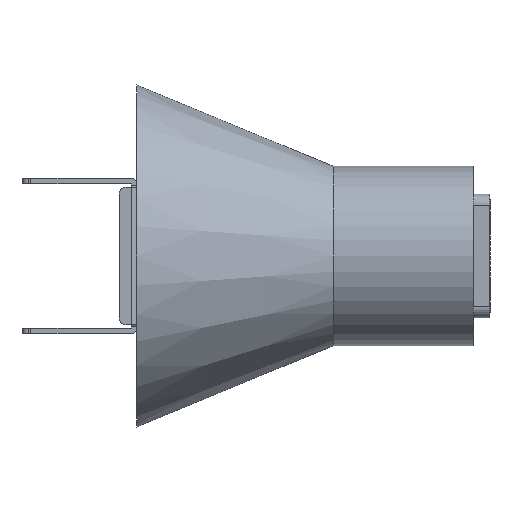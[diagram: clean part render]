
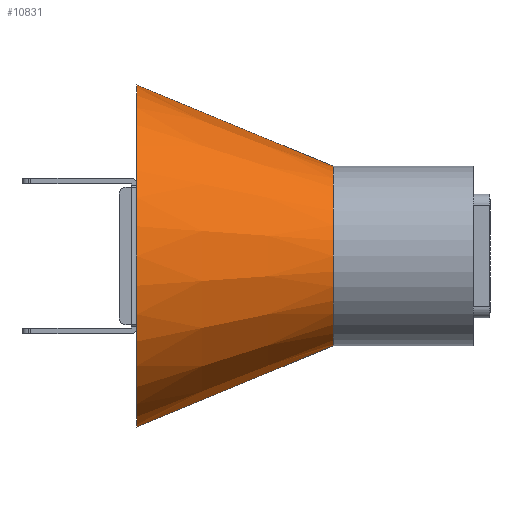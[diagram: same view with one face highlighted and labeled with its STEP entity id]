
A CAD part, left-side view. The second image highlights one B-rep face of the part: STEP entity #10831.
In plain terms, the highlighted conical face has half-angle 22.5 degrees and reference radius 48.422 mm.
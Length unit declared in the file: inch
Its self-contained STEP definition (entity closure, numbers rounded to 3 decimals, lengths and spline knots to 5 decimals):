
#641 = VECTOR ( 'NONE', #6997, 39.37008 ) ;
#1547 = ORIENTED_EDGE ( 'NONE', *, *, #3971, .F. ) ;
#1711 = DIRECTION ( 'NONE',  ( 0., 0., 1. ) ) ;
#1967 = DIRECTION ( 'NONE',  ( 0., 0.924, -0.383 ) ) ;
#2004 = CARTESIAN_POINT ( 'NONE',  ( 0., 3.75, 0. ) ) ;
#2683 = VERTEX_POINT ( 'NONE', #4932 ) ;
#2701 = VECTOR ( 'NONE', #1967, 39.37008 ) ;
#2765 = ORIENTED_EDGE ( 'NONE', *, *, #11379, .T. ) ;
#3169 = LINE ( 'NONE', #6949, #2701 ) ;
#3692 = ORIENTED_EDGE ( 'NONE', *, *, #11200, .T. ) ;
#3941 = DIRECTION ( 'NONE',  ( 0., 0., 1. ) ) ;
#3971 = EDGE_CURVE ( 'NONE', #4711, #2683, #3169, .T. ) ;
#4065 = DIRECTION ( 'NONE',  ( 0., 0., 1. ) ) ;
#4711 = VERTEX_POINT ( 'NONE', #12826 ) ;
#4932 = CARTESIAN_POINT ( 'NONE',  ( 0., 3.75, -1.90638 ) ) ;
#6255 = VERTEX_POINT ( 'NONE', #7375 ) ;
#6949 = CARTESIAN_POINT ( 'NONE',  ( 0., 3.75, -1.90638 ) ) ;
#6997 = DIRECTION ( 'NONE',  ( 0., 0.924, 0.383 ) ) ;
#7375 = CARTESIAN_POINT ( 'NONE',  ( 0., 3.75, 1.90638 ) ) ;
#7697 = CARTESIAN_POINT ( 'NONE',  ( 0., 1.56182, 0. ) ) ;
#7837 = FACE_OUTER_BOUND ( 'NONE', #12044, .T. ) ;
#8778 = LINE ( 'NONE', #11922, #641 ) ;
#8789 = CONICAL_SURFACE ( 'NONE', #12559, 1.90638, 0.393 ) ;
#8887 = ORIENTED_EDGE ( 'NONE', *, *, #12900, .F. ) ;
#9233 = CIRCLE ( 'NONE', #9924, 1.90638 ) ;
#9584 = CIRCLE ( 'NONE', #10999, 1. ) ;
#9924 = AXIS2_PLACEMENT_3D ( 'NONE', #10000, #12883, #3941 ) ;
#10000 = CARTESIAN_POINT ( 'NONE',  ( 0., 3.75, 0. ) ) ;
#10702 = DIRECTION ( 'NONE',  ( 0., 1., 0. ) ) ;
#10831 = ADVANCED_FACE ( 'NONE', ( #7837 ), #8789, .T. ) ;
#10999 = AXIS2_PLACEMENT_3D ( 'NONE', #7697, #10702, #1711 ) ;
#11200 = EDGE_CURVE ( 'NONE', #4711, #12354, #9584, .T. ) ;
#11379 = EDGE_CURVE ( 'NONE', #12354, #6255, #8778, .T. ) ;
#11578 = CARTESIAN_POINT ( 'NONE',  ( 0., 1.56182, 1. ) ) ;
#11922 = CARTESIAN_POINT ( 'NONE',  ( 0., 3.75, 1.90638 ) ) ;
#12044 = EDGE_LOOP ( 'NONE', ( #1547, #3692, #2765, #8887 ) ) ;
#12072 = DIRECTION ( 'NONE',  ( 0., 1., 0. ) ) ;
#12354 = VERTEX_POINT ( 'NONE', #11578 ) ;
#12559 = AXIS2_PLACEMENT_3D ( 'NONE', #2004, #12072, #4065 ) ;
#12826 = CARTESIAN_POINT ( 'NONE',  ( 0., 1.56182, -1. ) ) ;
#12883 = DIRECTION ( 'NONE',  ( 0., 1., 0. ) ) ;
#12900 = EDGE_CURVE ( 'NONE', #2683, #6255, #9233, .T. ) ;
